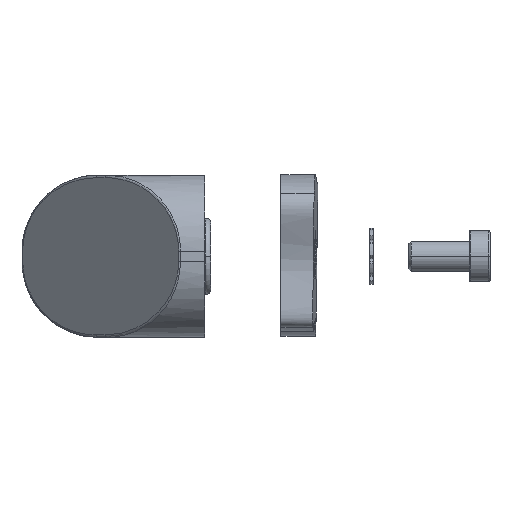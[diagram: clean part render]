
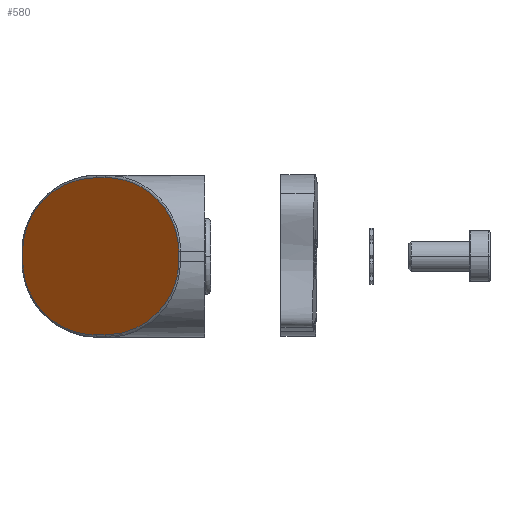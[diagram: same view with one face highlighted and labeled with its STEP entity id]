
A CAD part, front view. The second image highlights one B-rep face of the part: STEP entity #580.
In plain terms, the highlighted face is planar.
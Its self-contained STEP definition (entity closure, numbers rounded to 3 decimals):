
#83 = CARTESIAN_POINT ( 'NONE',  ( 49.854, 12.854, -1. ) ) ;
#136 = LINE ( 'NONE', #4300, #4673 ) ;
#208 = CARTESIAN_POINT ( 'NONE',  ( 19.146, -17.854, 9.494 ) ) ;
#213 = VECTOR ( 'NONE', #3480, 1000. ) ;
#232 = CARTESIAN_POINT ( 'NONE',  ( 25.153, -11.847, 15.5 ) ) ;
#364 = AXIS2_PLACEMENT_3D ( 'NONE', #639, #742, #820 ) ;
#471 = ORIENTED_EDGE ( 'NONE', *, *, #1919, .T. ) ;
#580 = ADVANCED_FACE ( 'NONE', ( #775 ), #781, .F. ) ;
#611 = CARTESIAN_POINT ( 'NONE',  ( 19.146, -17.854, 24. ) ) ;
#639 = CARTESIAN_POINT ( 'NONE',  ( 50., 13., 24. ) ) ;
#742 = DIRECTION ( 'NONE',  ( -0.707, 0.707, 0. ) ) ;
#759 = VECTOR ( 'NONE', #3084, 1000. ) ;
#775 = FACE_OUTER_BOUND ( 'NONE', #1966, .T. ) ;
#781 = PLANE ( 'NONE',  #364 ) ;
#786 = ORIENTED_EDGE ( 'NONE', *, *, #1930, .T. ) ;
#820 = DIRECTION ( 'NONE',  ( -0.707, -0.707, 0. ) ) ;
#861 = ORIENTED_EDGE ( 'NONE', *, *, #1957, .T. ) ;
#905 = CARTESIAN_POINT ( 'NONE',  ( 33.646, -3.354, 15.5 ) ) ;
#915 = DIRECTION ( 'NONE',  ( 0., 0., -1. ) ) ;
#977 = CARTESIAN_POINT ( 'NONE',  ( 19.146, -17.854, 1. ) ) ;
#1017 = CARTESIAN_POINT ( 'NONE',  ( 49.854, 12.854, 1. ) ) ;
#1020 = ORIENTED_EDGE ( 'NONE', *, *, #1682, .T. ) ;
#1139 = VERTEX_POINT ( 'NONE', #5324 ) ;
#1148 = CARTESIAN_POINT ( 'NONE',  ( 50., 13., 15.5 ) ) ;
#1205 = VECTOR ( 'NONE', #915, 1000. ) ;
#1392 = CARTESIAN_POINT ( 'NONE',  ( 35.354, -1.646, -15.5 ) ) ;
#1500 = LINE ( 'NONE', #1148, #213 ) ;
#1518 = CARTESIAN_POINT ( 'NONE',  ( 49.854, 12.854, 9.494 ) ) ;
#1675 = EDGE_CURVE ( 'NONE', #2826, #3002, #2781, .T. ) ;
#1682 = EDGE_CURVE ( 'NONE', #3002, #4543, #1500, .T. ) ;
#1810 = EDGE_CURVE ( 'NONE', #4913, #2826, #4924, .T. ) ;
#1860 = EDGE_CURVE ( 'NONE', #1139, #3929, #136, .T. ) ;
#1871 = EDGE_CURVE ( 'NONE', #3929, #4913, #2503, .T. ) ;
#1919 = EDGE_CURVE ( 'NONE', #5135, #1139, #3818, .T. ) ;
#1930 = EDGE_CURVE ( 'NONE', #4543, #2320, #2255, .T. ) ;
#1957 = EDGE_CURVE ( 'NONE', #2320, #5135, #5572, .T. ) ;
#1966 = EDGE_LOOP ( 'NONE', ( #786, #861, #471, #5598, #2318, #4028, #3497, #1020 ) ) ;
#2016 = CARTESIAN_POINT ( 'NONE',  ( 43.847, 6.847, -15.5 ) ) ;
#2190 = CARTESIAN_POINT ( 'NONE',  ( 49.854, 12.854, 24. ) ) ;
#2255 =( BOUNDED_CURVE ( )  B_SPLINE_CURVE ( 3, ( #905, #232, #208, #977 ),
 .UNSPECIFIED., .F., .F. ) 
 B_SPLINE_CURVE_WITH_KNOTS ( ( 4, 4 ),
 ( 4.712, 6.283 ),
 .UNSPECIFIED. ) 
 CURVE ( )  GEOMETRIC_REPRESENTATION_ITEM ( )  RATIONAL_B_SPLINE_CURVE ( ( 1., 0.805, 0.805, 1. ) ) 
 REPRESENTATION_ITEM ( '' )  );
#2262 = CARTESIAN_POINT ( 'NONE',  ( 19.146, -17.854, -9.494 ) ) ;
#2315 = CARTESIAN_POINT ( 'NONE',  ( 49.854, 12.854, 1. ) ) ;
#2318 = ORIENTED_EDGE ( 'NONE', *, *, #1871, .T. ) ;
#2320 = VERTEX_POINT ( 'NONE', #3239 ) ;
#2503 =( BOUNDED_CURVE ( )  B_SPLINE_CURVE ( 3, ( #1392, #2016, #5179, #83 ),
 .UNSPECIFIED., .F., .F. ) 
 B_SPLINE_CURVE_WITH_KNOTS ( ( 4, 4 ),
 ( 4.712, 6.283 ),
 .UNSPECIFIED. ) 
 CURVE ( )  GEOMETRIC_REPRESENTATION_ITEM ( )  RATIONAL_B_SPLINE_CURVE ( ( 1., 0.805, 0.805, 1. ) ) 
 REPRESENTATION_ITEM ( '' )  );
#2781 =( BOUNDED_CURVE ( )  B_SPLINE_CURVE ( 3, ( #1017, #1518, #3109, #3581 ),
 .UNSPECIFIED., .F., .F. ) 
 B_SPLINE_CURVE_WITH_KNOTS ( ( 4, 4 ),
 ( 3.142, 4.712 ),
 .UNSPECIFIED. ) 
 CURVE ( )  GEOMETRIC_REPRESENTATION_ITEM ( )  RATIONAL_B_SPLINE_CURVE ( ( 1., 0.805, 0.805, 1. ) ) 
 REPRESENTATION_ITEM ( '' )  );
#2826 = VERTEX_POINT ( 'NONE', #2315 ) ;
#3002 = VERTEX_POINT ( 'NONE', #4897 ) ;
#3084 = DIRECTION ( 'NONE',  ( 0., 0., 1. ) ) ;
#3109 = CARTESIAN_POINT ( 'NONE',  ( 43.847, 6.847, 15.5 ) ) ;
#3239 = CARTESIAN_POINT ( 'NONE',  ( 19.146, -17.854, 1. ) ) ;
#3480 = DIRECTION ( 'NONE',  ( -0.707, -0.707, 0. ) ) ;
#3497 = ORIENTED_EDGE ( 'NONE', *, *, #1675, .T. ) ;
#3581 = CARTESIAN_POINT ( 'NONE',  ( 35.354, -1.646, 15.5 ) ) ;
#3779 = CARTESIAN_POINT ( 'NONE',  ( 35.354, -1.646, -15.5 ) ) ;
#3818 =( BOUNDED_CURVE ( )  B_SPLINE_CURVE ( 3, ( #5488, #2262, #5507, #5411 ),
 .UNSPECIFIED., .F., .T. ) 
 B_SPLINE_CURVE_WITH_KNOTS ( ( 4, 4 ),
 ( 0., 1.571 ),
 .UNSPECIFIED. ) 
 CURVE ( )  GEOMETRIC_REPRESENTATION_ITEM ( )  RATIONAL_B_SPLINE_CURVE ( ( 1., 0.805, 0.805, 1. ) ) 
 REPRESENTATION_ITEM ( '' )  );
#3929 = VERTEX_POINT ( 'NONE', #3779 ) ;
#4028 = ORIENTED_EDGE ( 'NONE', *, *, #1810, .T. ) ;
#4300 = CARTESIAN_POINT ( 'NONE',  ( 50., 13., -15.5 ) ) ;
#4312 = CARTESIAN_POINT ( 'NONE',  ( 33.646, -3.354, 15.5 ) ) ;
#4416 = CARTESIAN_POINT ( 'NONE',  ( 19.146, -17.854, -1. ) ) ;
#4445 = DIRECTION ( 'NONE',  ( 0.707, 0.707, 0. ) ) ;
#4543 = VERTEX_POINT ( 'NONE', #4312 ) ;
#4673 = VECTOR ( 'NONE', #4445, 1000. ) ;
#4897 = CARTESIAN_POINT ( 'NONE',  ( 35.354, -1.646, 15.5 ) ) ;
#4913 = VERTEX_POINT ( 'NONE', #5267 ) ;
#4924 = LINE ( 'NONE', #2190, #759 ) ;
#5135 = VERTEX_POINT ( 'NONE', #4416 ) ;
#5179 = CARTESIAN_POINT ( 'NONE',  ( 49.854, 12.854, -9.494 ) ) ;
#5267 = CARTESIAN_POINT ( 'NONE',  ( 49.854, 12.854, -1. ) ) ;
#5324 = CARTESIAN_POINT ( 'NONE',  ( 33.646, -3.354, -15.5 ) ) ;
#5411 = CARTESIAN_POINT ( 'NONE',  ( 33.646, -3.354, -15.5 ) ) ;
#5488 = CARTESIAN_POINT ( 'NONE',  ( 19.146, -17.854, -1. ) ) ;
#5507 = CARTESIAN_POINT ( 'NONE',  ( 25.153, -11.847, -15.5 ) ) ;
#5572 = LINE ( 'NONE', #611, #1205 ) ;
#5598 = ORIENTED_EDGE ( 'NONE', *, *, #1860, .T. ) ;
